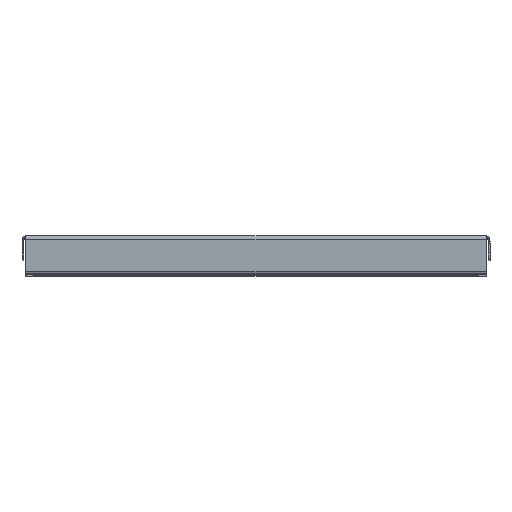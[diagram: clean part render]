
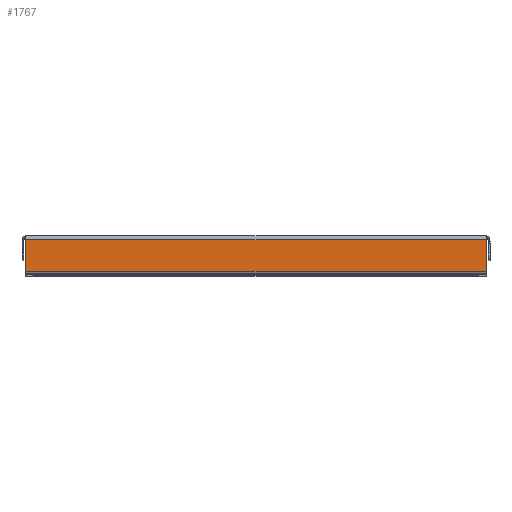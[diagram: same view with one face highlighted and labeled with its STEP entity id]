
A CAD part, top view. The second image highlights one B-rep face of the part: STEP entity #1767.
In plain terms, the highlighted planar face has unit normal (0, 0, 1).
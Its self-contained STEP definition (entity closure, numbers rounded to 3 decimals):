
#51 = CARTESIAN_POINT ( 'NONE',  ( 196., -30., 299. ) ) ;
#172 = CARTESIAN_POINT ( 'NONE',  ( -196., -1.5, 299. ) ) ;
#221 = ORIENTED_EDGE ( 'NONE', *, *, #4537, .T. ) ;
#486 = ORIENTED_EDGE ( 'NONE', *, *, #8384, .F. ) ;
#535 = CARTESIAN_POINT ( 'NONE',  ( 0., 0., 299. ) ) ;
#602 = EDGE_CURVE ( 'NONE', #7641, #4550, #1668, .T. ) ;
#1035 = DIRECTION ( 'NONE',  ( 0., -1., 0. ) ) ;
#1489 = LINE ( 'NONE', #3971, #4577 ) ;
#1668 = LINE ( 'NONE', #172, #3920 ) ;
#1767 = ADVANCED_FACE ( 'NONE', ( #8803 ), #5869, .T. ) ;
#1826 = AXIS2_PLACEMENT_3D ( 'NONE', #535, #3576, #5712 ) ;
#1906 = LINE ( 'NONE', #2708, #4695 ) ;
#2456 = DIRECTION ( 'NONE',  ( 0., 1., 0. ) ) ;
#2519 = CARTESIAN_POINT ( 'NONE',  ( -196., -3., 299. ) ) ;
#2708 = CARTESIAN_POINT ( 'NONE',  ( 0., -3., 299. ) ) ;
#2979 = ORIENTED_EDGE ( 'NONE', *, *, #8501, .F. ) ;
#3101 = VERTEX_POINT ( 'NONE', #4668 ) ;
#3407 = ORIENTED_EDGE ( 'NONE', *, *, #602, .F. ) ;
#3576 = DIRECTION ( 'NONE',  ( 0., 0., 1. ) ) ;
#3920 = VECTOR ( 'NONE', #2456, 1000. ) ;
#3971 = CARTESIAN_POINT ( 'NONE',  ( -196., -30., 299. ) ) ;
#4537 = EDGE_CURVE ( 'NONE', #3101, #4550, #1906, .T. ) ;
#4550 = VERTEX_POINT ( 'NONE', #2519 ) ;
#4577 = VECTOR ( 'NONE', #9846, 1000. ) ;
#4668 = CARTESIAN_POINT ( 'NONE',  ( 196., -3., 299. ) ) ;
#4695 = VECTOR ( 'NONE', #5743, 1000. ) ;
#5226 = EDGE_LOOP ( 'NONE', ( #2979, #221, #3407, #486 ) ) ;
#5712 = DIRECTION ( 'NONE',  ( 0., -1., 0. ) ) ;
#5743 = DIRECTION ( 'NONE',  ( -1., 0., 0. ) ) ;
#5869 = PLANE ( 'NONE',  #1826 ) ;
#6961 = CARTESIAN_POINT ( 'NONE',  ( -196., -30., 299. ) ) ;
#7190 = VERTEX_POINT ( 'NONE', #51 ) ;
#7264 = LINE ( 'NONE', #7914, #9801 ) ;
#7641 = VERTEX_POINT ( 'NONE', #6961 ) ;
#7914 = CARTESIAN_POINT ( 'NONE',  ( 196., -30., 299. ) ) ;
#8384 = EDGE_CURVE ( 'NONE', #7190, #7641, #1489, .T. ) ;
#8501 = EDGE_CURVE ( 'NONE', #3101, #7190, #7264, .T. ) ;
#8803 = FACE_OUTER_BOUND ( 'NONE', #5226, .T. ) ;
#9801 = VECTOR ( 'NONE', #1035, 1000. ) ;
#9846 = DIRECTION ( 'NONE',  ( -1., 0., 0. ) ) ;
